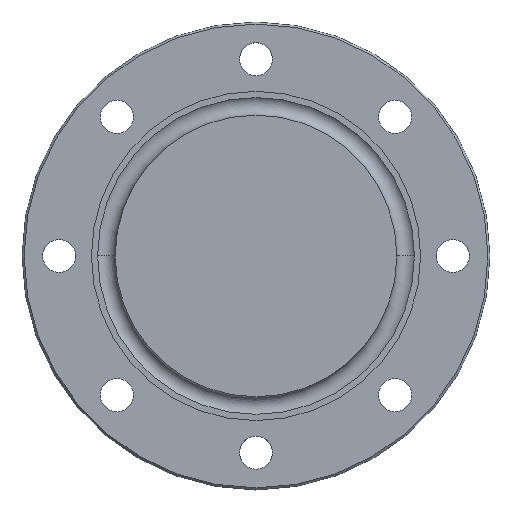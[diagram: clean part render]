
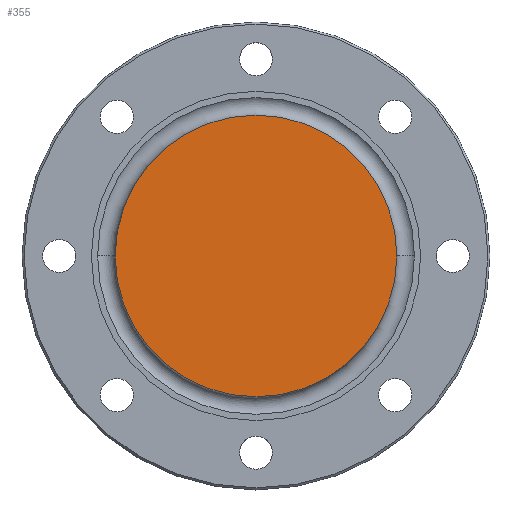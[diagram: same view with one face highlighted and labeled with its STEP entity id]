
A CAD part, top view. The second image highlights one B-rep face of the part: STEP entity #355.
In plain terms, the highlighted planar face has unit normal (0, 0, 1).
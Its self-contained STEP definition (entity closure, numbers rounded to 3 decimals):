
#5 = ORIENTED_EDGE ( 'NONE', *, *, #406, .T. ) ;
#19 = AXIS2_PLACEMENT_3D ( 'NONE', #314, #946, #193 ) ;
#40 = CARTESIAN_POINT ( 'NONE',  ( 34.009, 0., 9.5 ) ) ;
#66 = AXIS2_PLACEMENT_3D ( 'NONE', #893, #348, #278 ) ;
#193 = DIRECTION ( 'NONE',  ( -1., 0., 0. ) ) ;
#275 = DIRECTION ( 'NONE',  ( 1., 0., 0. ) ) ;
#278 = DIRECTION ( 'NONE',  ( 1., 0., 0. ) ) ;
#280 = ORIENTED_EDGE ( 'NONE', *, *, #478, .T. ) ;
#307 = AXIS2_PLACEMENT_3D ( 'NONE', #510, #435, #275 ) ;
#310 = FACE_OUTER_BOUND ( 'NONE', #424, .T. ) ;
#314 = CARTESIAN_POINT ( 'NONE',  ( 0., 34.009, 9.5 ) ) ;
#348 = DIRECTION ( 'NONE',  ( 0., 0., 1. ) ) ;
#355 = ADVANCED_FACE ( 'NONE', ( #310 ), #618, .F. ) ;
#406 = EDGE_CURVE ( 'NONE', #621, #1009, #517, .T. ) ;
#424 = EDGE_LOOP ( 'NONE', ( #280, #5 ) ) ;
#435 = DIRECTION ( 'NONE',  ( 0., 0., 1. ) ) ;
#478 = EDGE_CURVE ( 'NONE', #1009, #621, #762, .T. ) ;
#510 = CARTESIAN_POINT ( 'NONE',  ( 0., 0., 9.5 ) ) ;
#517 = CIRCLE ( 'NONE', #66, 34.009 ) ;
#618 = PLANE ( 'NONE',  #19 ) ;
#621 = VERTEX_POINT ( 'NONE', #622 ) ;
#622 = CARTESIAN_POINT ( 'NONE',  ( -34.009, 0., 9.5 ) ) ;
#762 = CIRCLE ( 'NONE', #307, 34.009 ) ;
#893 = CARTESIAN_POINT ( 'NONE',  ( 0., 0., 9.5 ) ) ;
#946 = DIRECTION ( 'NONE',  ( 0., 0., -1. ) ) ;
#1009 = VERTEX_POINT ( 'NONE', #40 ) ;
